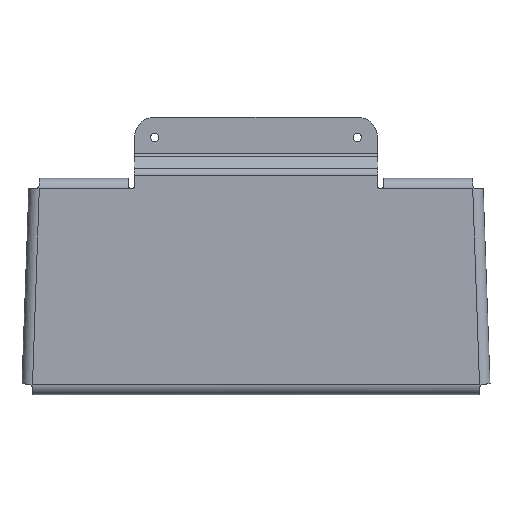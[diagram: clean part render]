
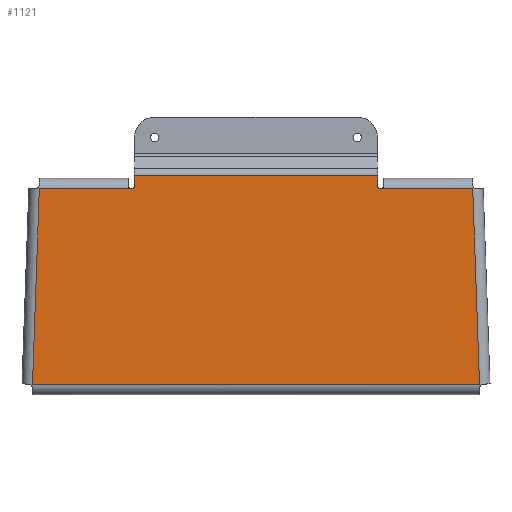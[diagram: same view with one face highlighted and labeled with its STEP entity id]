
A CAD part, top view. The second image highlights one B-rep face of the part: STEP entity #1121.
In plain terms, the highlighted planar face has unit normal (0, 0, 1).
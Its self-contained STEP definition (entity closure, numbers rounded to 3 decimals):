
#12 = DIRECTION ( 'NONE',  ( -0.035, 0.999, 0. ) ) ;
#73 = ORIENTED_EDGE ( 'NONE', *, *, #695, .T. ) ;
#103 = CARTESIAN_POINT ( 'NONE',  ( 106.968, 30.818, 11.172 ) ) ;
#104 = LINE ( 'NONE', #2300, #641 ) ;
#108 = VECTOR ( 'NONE', #1561, 1000. ) ;
#137 = AXIS2_PLACEMENT_3D ( 'NONE', #2214, #390, #851 ) ;
#150 = ORIENTED_EDGE ( 'NONE', *, *, #375, .T. ) ;
#227 = VERTEX_POINT ( 'NONE', #1486 ) ;
#241 = VECTOR ( 'NONE', #539, 1000. ) ;
#247 = CARTESIAN_POINT ( 'NONE',  ( -62.991, 30.818, 11.172 ) ) ;
#321 = DIRECTION ( 'NONE',  ( 0., 0., -1. ) ) ;
#375 = EDGE_CURVE ( 'NONE', #2393, #1655, #2105, .T. ) ;
#390 = DIRECTION ( 'NONE',  ( 0., 0., -1. ) ) ;
#398 = ORIENTED_EDGE ( 'NONE', *, *, #2938, .T. ) ;
#405 = CARTESIAN_POINT ( 'NONE',  ( -61.491, 32.318, 11.172 ) ) ;
#525 = CARTESIAN_POINT ( 'NONE',  ( -110.515, -65.574, 11.172 ) ) ;
#530 = CARTESIAN_POINT ( 'NONE',  ( -61.491, 30.818, 11.172 ) ) ;
#539 = DIRECTION ( 'NONE',  ( 1., 0., 0. ) ) ;
#552 = CARTESIAN_POINT ( 'NONE',  ( 0., 0., 11.172 ) ) ;
#594 = CIRCLE ( 'NONE', #2051, 1.5 ) ;
#617 = EDGE_LOOP ( 'NONE', ( #73, #398, #2133, #1922, #1697, #2516, #1373, #1156, #150, #893 ) ) ;
#641 = VECTOR ( 'NONE', #930, 1000. ) ;
#687 = EDGE_CURVE ( 'NONE', #1655, #2212, #2535, .T. ) ;
#695 = EDGE_CURVE ( 'NONE', #2212, #1473, #104, .T. ) ;
#698 = CARTESIAN_POINT ( 'NONE',  ( 59.991, 32.318, 11.172 ) ) ;
#716 = EDGE_CURVE ( 'NONE', #1599, #1627, #1907, .T. ) ;
#846 = EDGE_CURVE ( 'NONE', #1986, #1230, #1262, .T. ) ;
#851 = DIRECTION ( 'NONE',  ( -1., 0., 0. ) ) ;
#893 = ORIENTED_EDGE ( 'NONE', *, *, #687, .T. ) ;
#930 = DIRECTION ( 'NONE',  ( -1., 0., 0. ) ) ;
#946 = AXIS2_PLACEMENT_3D ( 'NONE', #552, #321, #1010 ) ;
#1010 = DIRECTION ( 'NONE',  ( -1., 0., 0. ) ) ;
#1104 = LINE ( 'NONE', #2008, #1171 ) ;
#1121 = ADVANCED_FACE ( 'NONE', ( #1645 ), #2401, .F. ) ;
#1156 = ORIENTED_EDGE ( 'NONE', *, *, #1345, .T. ) ;
#1170 = CIRCLE ( 'NONE', #137, 1.5 ) ;
#1171 = VECTOR ( 'NONE', #1818, 1000. ) ;
#1230 = VERTEX_POINT ( 'NONE', #2595 ) ;
#1262 = LINE ( 'NONE', #247, #108 ) ;
#1334 = VECTOR ( 'NONE', #12, 1000. ) ;
#1345 = EDGE_CURVE ( 'NONE', #1230, #2393, #1104, .T. ) ;
#1346 = DIRECTION ( 'NONE',  ( 0., 0., -1. ) ) ;
#1358 = VECTOR ( 'NONE', #1822, 1000. ) ;
#1373 = ORIENTED_EDGE ( 'NONE', *, *, #846, .T. ) ;
#1473 = VERTEX_POINT ( 'NONE', #2148 ) ;
#1486 = CARTESIAN_POINT ( 'NONE',  ( -59.991, 32.318, 11.172 ) ) ;
#1534 = DIRECTION ( 'NONE',  ( 0., -1., 0. ) ) ;
#1561 = DIRECTION ( 'NONE',  ( -1., 0., 0. ) ) ;
#1566 = LINE ( 'NONE', #2650, #2288 ) ;
#1599 = VERTEX_POINT ( 'NONE', #2229 ) ;
#1600 = CARTESIAN_POINT ( 'NONE',  ( -59.991, 0., 11.172 ) ) ;
#1605 = EDGE_CURVE ( 'NONE', #1599, #2522, #1566, .T. ) ;
#1627 = VERTEX_POINT ( 'NONE', #2444 ) ;
#1645 = FACE_OUTER_BOUND ( 'NONE', #617, .T. ) ;
#1655 = VERTEX_POINT ( 'NONE', #1782 ) ;
#1697 = ORIENTED_EDGE ( 'NONE', *, *, #1780, .F. ) ;
#1711 = EDGE_CURVE ( 'NONE', #227, #1986, #594, .T. ) ;
#1780 = EDGE_CURVE ( 'NONE', #227, #1627, #2525, .T. ) ;
#1782 = CARTESIAN_POINT ( 'NONE',  ( 110.334, -65.574, 11.172 ) ) ;
#1818 = DIRECTION ( 'NONE',  ( -0.035, -0.999, 0. ) ) ;
#1822 = DIRECTION ( 'NONE',  ( 0., 1., 0. ) ) ;
#1846 = DIRECTION ( 'NONE',  ( -1., 0., 0. ) ) ;
#1907 = LINE ( 'NONE', #2746, #2361 ) ;
#1922 = ORIENTED_EDGE ( 'NONE', *, *, #716, .T. ) ;
#1986 = VERTEX_POINT ( 'NONE', #530 ) ;
#2008 = CARTESIAN_POINT ( 'NONE',  ( -106.968, 30.818, 11.172 ) ) ;
#2051 = AXIS2_PLACEMENT_3D ( 'NONE', #405, #1346, #2698 ) ;
#2105 = LINE ( 'NONE', #525, #241 ) ;
#2133 = ORIENTED_EDGE ( 'NONE', *, *, #1605, .F. ) ;
#2148 = CARTESIAN_POINT ( 'NONE',  ( 61.491, 30.818, 11.172 ) ) ;
#2212 = VERTEX_POINT ( 'NONE', #103 ) ;
#2214 = CARTESIAN_POINT ( 'NONE',  ( 61.491, 32.318, 11.172 ) ) ;
#2229 = CARTESIAN_POINT ( 'NONE',  ( 59.991, 37.293, 11.172 ) ) ;
#2288 = VECTOR ( 'NONE', #1534, 1000. ) ;
#2300 = CARTESIAN_POINT ( 'NONE',  ( 106.968, 30.818, 11.172 ) ) ;
#2361 = VECTOR ( 'NONE', #1846, 1000. ) ;
#2393 = VERTEX_POINT ( 'NONE', #2453 ) ;
#2401 = PLANE ( 'NONE',  #946 ) ;
#2444 = CARTESIAN_POINT ( 'NONE',  ( -59.991, 37.293, 11.172 ) ) ;
#2453 = CARTESIAN_POINT ( 'NONE',  ( -110.334, -65.574, 11.172 ) ) ;
#2516 = ORIENTED_EDGE ( 'NONE', *, *, #1711, .T. ) ;
#2522 = VERTEX_POINT ( 'NONE', #698 ) ;
#2525 = LINE ( 'NONE', #1600, #1358 ) ;
#2535 = LINE ( 'NONE', #2775, #1334 ) ;
#2595 = CARTESIAN_POINT ( 'NONE',  ( -106.968, 30.818, 11.172 ) ) ;
#2650 = CARTESIAN_POINT ( 'NONE',  ( 59.991, 0., 11.172 ) ) ;
#2698 = DIRECTION ( 'NONE',  ( -1., 0., 0. ) ) ;
#2746 = CARTESIAN_POINT ( 'NONE',  ( 59.991, 37.293, 11.172 ) ) ;
#2775 = CARTESIAN_POINT ( 'NONE',  ( 110.515, -70.749, 11.172 ) ) ;
#2938 = EDGE_CURVE ( 'NONE', #1473, #2522, #1170, .T. ) ;
